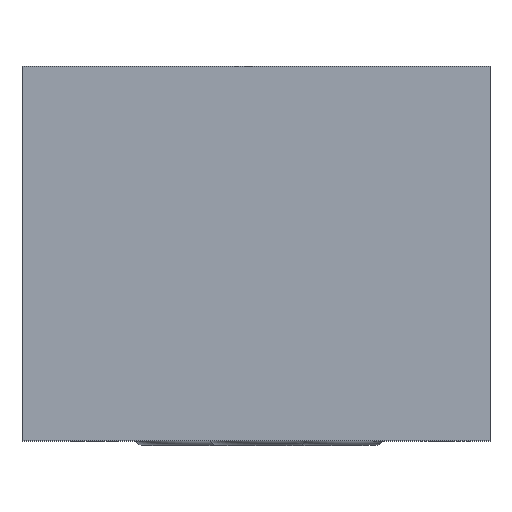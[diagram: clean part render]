
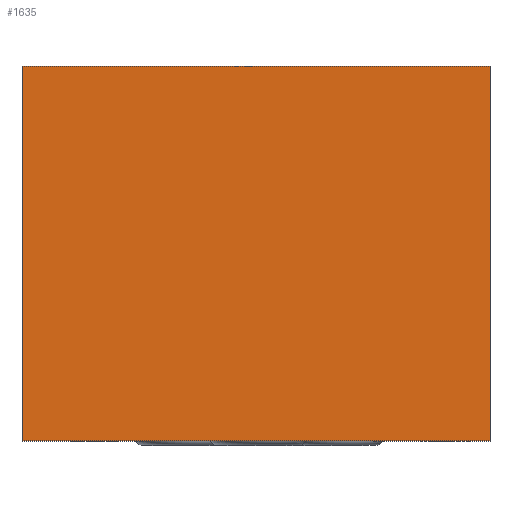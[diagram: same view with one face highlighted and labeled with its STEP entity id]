
A CAD part, top view. The second image highlights one B-rep face of the part: STEP entity #1635.
In plain terms, the highlighted planar face has unit normal (0, 0, 1).
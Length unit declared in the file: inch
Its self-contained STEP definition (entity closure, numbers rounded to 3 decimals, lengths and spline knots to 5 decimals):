
#112=DIRECTION('',(1.,0.,0.));
#113=VECTOR('',#112,2.125);
#114=CARTESIAN_POINT('',(-1.0625,0.,0.875));
#115=LINE('',#114,#113);
#208=DIRECTION('',(0.,1.,0.));
#209=VECTOR('',#208,1.7);
#210=CARTESIAN_POINT('',(-1.0625,0.,0.875));
#211=LINE('',#210,#209);
#230=DIRECTION('',(0.,1.,0.));
#231=VECTOR('',#230,1.7);
#232=CARTESIAN_POINT('',(1.0625,0.,0.875));
#233=LINE('',#232,#231);
#244=DIRECTION('',(1.,0.,0.));
#245=VECTOR('',#244,2.125);
#246=CARTESIAN_POINT('',(-1.0625,1.7,0.875));
#247=LINE('',#246,#245);
#1329=CARTESIAN_POINT('',(-1.0625,0.,0.875));
#1330=CARTESIAN_POINT('',(1.0625,0.,0.875));
#1331=VERTEX_POINT('',#1329);
#1332=VERTEX_POINT('',#1330);
#1337=CARTESIAN_POINT('',(-1.0625,1.7,0.875));
#1338=CARTESIAN_POINT('',(1.0625,1.7,0.875));
#1339=VERTEX_POINT('',#1337);
#1340=VERTEX_POINT('',#1338);
#1621=CARTESIAN_POINT('',(-1.0625,0.,0.875));
#1622=DIRECTION('',(0.,0.,1.));
#1623=DIRECTION('',(1.,0.,0.));
#1624=AXIS2_PLACEMENT_3D('',#1621,#1622,#1623);
#1625=PLANE('',#1624);
#1626=ORIENTED_EDGE('',*,*,#1562,.F.);
#1628=ORIENTED_EDGE('',*,*,#1627,.T.);
#1630=ORIENTED_EDGE('',*,*,#1629,.T.);
#1632=ORIENTED_EDGE('',*,*,#1631,.F.);
#1633=EDGE_LOOP('',(#1626,#1628,#1630,#1632));
#1634=FACE_OUTER_BOUND('',#1633,.F.);
#1635=ADVANCED_FACE('',(#1634),#1625,.T.);
#1562=EDGE_CURVE('',#1331,#1332,#115,.T.);
#1627=EDGE_CURVE('',#1331,#1339,#211,.T.);
#1629=EDGE_CURVE('',#1339,#1340,#247,.T.);
#1631=EDGE_CURVE('',#1332,#1340,#233,.T.);
